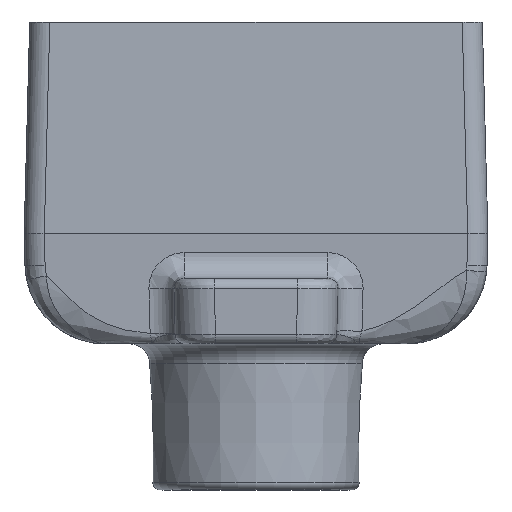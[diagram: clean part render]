
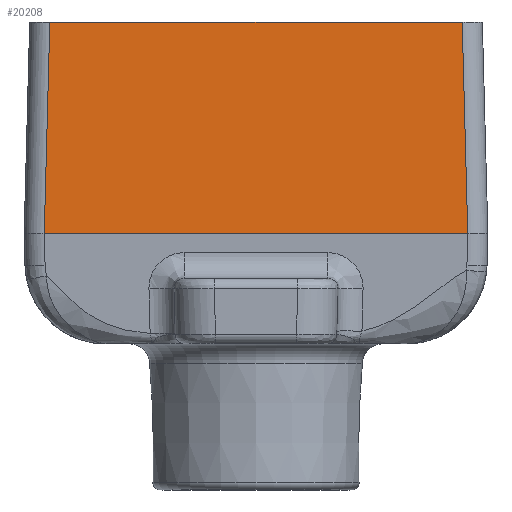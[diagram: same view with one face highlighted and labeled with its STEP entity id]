
A CAD part, left-side view. The second image highlights one B-rep face of the part: STEP entity #20208.
In plain terms, the highlighted planar face has unit normal (-1, 0, 0.026).
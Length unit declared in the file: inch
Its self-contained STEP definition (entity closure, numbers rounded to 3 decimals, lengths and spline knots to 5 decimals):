
#1200=PLANE('',#21438);
#1868=FACE_OUTER_BOUND('',#2986,.T.);
#2986=EDGE_LOOP('',(#13529,#13530,#13531,#13532));
#4298=LINE('',#28691,#6193);
#4310=LINE('',#29337,#6205);
#4311=LINE('',#29340,#6206);
#4312=LINE('',#29341,#6207);
#6193=VECTOR('',#22774,0.3937);
#6205=VECTOR('',#22820,0.3937);
#6206=VECTOR('',#22823,0.3937);
#6207=VECTOR('',#22824,0.3937);
#8394=VERTEX_POINT('',#28688);
#8395=VERTEX_POINT('',#28690);
#8410=VERTEX_POINT('',#29333);
#8412=VERTEX_POINT('',#29339);
#10366=EDGE_CURVE('',#8395,#8394,#4298,.T.);
#10398=EDGE_CURVE('',#8395,#8410,#4310,.T.);
#10399=EDGE_CURVE('',#8412,#8394,#4311,.T.);
#10400=EDGE_CURVE('',#8412,#8410,#4312,.T.);
#13529=ORIENTED_EDGE('',*,*,#10398,.F.);
#13530=ORIENTED_EDGE('',*,*,#10366,.T.);
#13531=ORIENTED_EDGE('',*,*,#10399,.F.);
#13532=ORIENTED_EDGE('',*,*,#10400,.T.);
#20208=ADVANCED_FACE('',(#1868),#1200,.T.);
#21438=AXIS2_PLACEMENT_3D('',#29338,#22821,#22822);
#22774=DIRECTION('',(0.,-1.,0.));
#22820=DIRECTION('',(0.026,-0.026,0.999));
#22821=DIRECTION('center_axis',(-1.,0.,0.026));
#22822=DIRECTION('ref_axis',(0.,1.,0.));
#22823=DIRECTION('',(-0.026,-0.026,-0.999));
#22824=DIRECTION('',(0.,1.,0.));
#28688=CARTESIAN_POINT('',(-2.31562,-1.31566,0.));
#28690=CARTESIAN_POINT('',(-2.31562,1.31566,0.));
#28691=CARTESIAN_POINT('',(-2.31562,-1.40625,0.));
#29333=CARTESIAN_POINT('',(-2.28125,1.28129,1.3125));
#29337=CARTESIAN_POINT('',(-2.27977,1.27982,1.36889));
#29338=CARTESIAN_POINT('Origin',(-2.28125,1.40625,1.3125));
#29339=CARTESIAN_POINT('',(-2.28125,-1.28129,1.3125));
#29340=CARTESIAN_POINT('',(-2.28037,-1.28042,1.34601));
#29341=CARTESIAN_POINT('',(-2.28125,-1.40625,1.3125));
